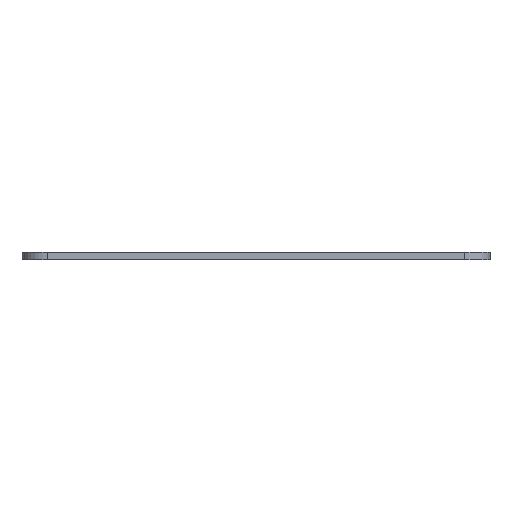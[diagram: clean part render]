
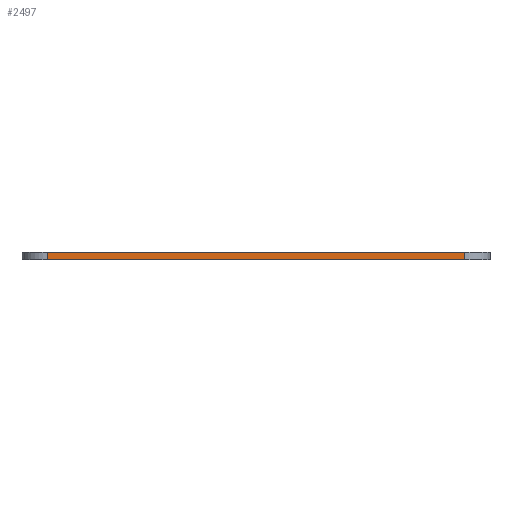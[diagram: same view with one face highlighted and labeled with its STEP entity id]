
A CAD part, front view. The second image highlights one B-rep face of the part: STEP entity #2497.
In plain terms, the highlighted planar face has unit normal (0, -1, 0).
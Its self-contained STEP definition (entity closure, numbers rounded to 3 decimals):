
#111=PLANE('',#2745);
#233=FACE_OUTER_BOUND('',#373,.T.);
#373=EDGE_LOOP('',(#2185,#2186,#2187,#2188));
#408=LINE('',#3503,#656);
#469=LINE('',#3734,#717);
#470=LINE('',#3738,#718);
#637=LINE('',#4176,#885);
#656=VECTOR('',#2778,10.);
#717=VECTOR('',#2955,10.);
#718=VECTOR('',#2960,10.);
#885=VECTOR('',#3451,10.);
#1018=VERTEX_POINT('',#3500);
#1019=VERTEX_POINT('',#3502);
#1131=VERTEX_POINT('',#3732);
#1132=VERTEX_POINT('',#3736);
#1260=EDGE_CURVE('',#1018,#1019,#408,.T.);
#1376=EDGE_CURVE('',#1131,#1018,#469,.T.);
#1378=EDGE_CURVE('',#1019,#1132,#470,.T.);
#1597=EDGE_CURVE('',#1132,#1131,#637,.T.);
#2185=ORIENTED_EDGE('',*,*,#1376,.F.);
#2186=ORIENTED_EDGE('',*,*,#1597,.F.);
#2187=ORIENTED_EDGE('',*,*,#1378,.F.);
#2188=ORIENTED_EDGE('',*,*,#1260,.F.);
#2497=ADVANCED_FACE('',(#233),#111,.T.);
#2745=AXIS2_PLACEMENT_3D('',#4175,#3449,#3450);
#2778=DIRECTION('',(-1.,0.,0.));
#2955=DIRECTION('',(0.,0.,-1.));
#2960=DIRECTION('',(0.,0.,1.));
#3449=DIRECTION('center_axis',(0.,-1.,0.));
#3450=DIRECTION('ref_axis',(1.,0.,0.));
#3451=DIRECTION('',(1.,0.,0.));
#3500=CARTESIAN_POINT('',(70.338,-92.263,0.));
#3502=CARTESIAN_POINT('',(-11.662,-92.263,0.));
#3503=CARTESIAN_POINT('',(75.338,-92.263,0.));
#3732=CARTESIAN_POINT('',(70.338,-92.263,1.5));
#3734=CARTESIAN_POINT('',(70.338,-92.263,0.));
#3736=CARTESIAN_POINT('',(-11.662,-92.263,1.5));
#3738=CARTESIAN_POINT('',(-11.662,-92.263,0.));
#4175=CARTESIAN_POINT('Origin',(-16.662,-92.263,0.));
#4176=CARTESIAN_POINT('',(75.338,-92.263,1.5));
